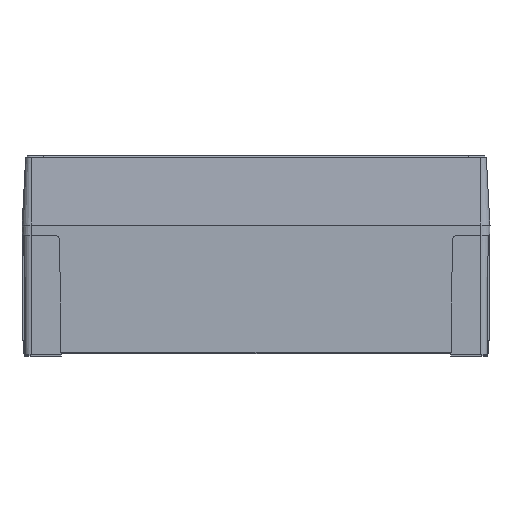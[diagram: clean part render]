
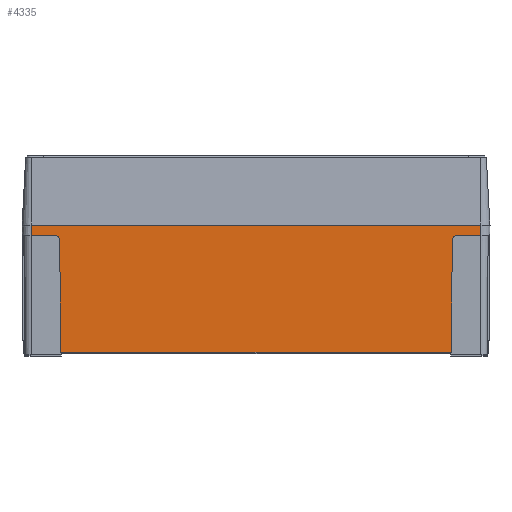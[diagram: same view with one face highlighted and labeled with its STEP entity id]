
A CAD part, top view. The second image highlights one B-rep face of the part: STEP entity #4335.
In plain terms, the highlighted planar face has unit normal (0, -0.009, 1).
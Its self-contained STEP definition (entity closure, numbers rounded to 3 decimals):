
#15 = VECTOR ( 'NONE', #13262, 1000. ) ;
#18 = DIRECTION ( 'NONE',  ( -0.009, 1., 0.009 ) ) ;
#269 = EDGE_CURVE ( 'NONE', #11231, #7588, #1898, .T. ) ;
#309 = VERTEX_POINT ( 'NONE', #9718 ) ;
#333 = DIRECTION ( 'NONE',  ( 1., 0., 0. ) ) ;
#480 = DIRECTION ( 'NONE',  ( -0.009, -1., -0.009 ) ) ;
#562 = DIRECTION ( 'NONE',  ( 1., 0., 0. ) ) ;
#906 = DIRECTION ( 'NONE',  ( 0., -0.009, 1. ) ) ;
#1300 = CARTESIAN_POINT ( 'NONE',  ( -86.55, -4., 127.515 ) ) ;
#1481 = CARTESIAN_POINT ( 'NONE',  ( 75.533, -5.983, 127.498 ) ) ;
#1691 = CARTESIAN_POINT ( 'NONE',  ( 76.369, -4., 127.515 ) ) ;
#1865 = CARTESIAN_POINT ( 'NONE',  ( -77.533, -4., 127.515 ) ) ;
#1898 = LINE ( 'NONE', #7522, #7830 ) ;
#1978 = CARTESIAN_POINT ( 'NONE',  ( -75.543, -4.819, 127.508 ) ) ;
#1979 = VERTEX_POINT ( 'NONE', #14150 ) ;
#2171 = CARTESIAN_POINT ( 'NONE',  ( -86.55, 0., 127.55 ) ) ;
#2219 = VECTOR ( 'NONE', #7785, 1000. ) ;
#2446 = ORIENTED_EDGE ( 'NONE', *, *, #9327, .T. ) ;
#2575 = CARTESIAN_POINT ( 'NONE',  ( 86.55, 0., 127.55 ) ) ;
#2588 = ORIENTED_EDGE ( 'NONE', *, *, #6603, .T. ) ;
#2797 = CARTESIAN_POINT ( 'NONE',  ( 75.573, -1.415, 127.538 ) ) ;
#2840 = CARTESIAN_POINT ( 'NONE',  ( 75.533, -5.983, 127.498 ) ) ;
#2848 = VERTEX_POINT ( 'NONE', #8951 ) ;
#3176 = VERTEX_POINT ( 'NONE', #9799 ) ;
#3425 = VECTOR ( 'NONE', #12855, 1000. ) ;
#3653 = VERTEX_POINT ( 'NONE', #12260 ) ;
#3867 = CARTESIAN_POINT ( 'NONE',  ( 77.533, -4., 127.515 ) ) ;
#4098 = VERTEX_POINT ( 'NONE', #5784 ) ;
#4264 = FACE_OUTER_BOUND ( 'NONE', #12192, .T. ) ;
#4335 = ADVANCED_FACE ( 'NONE', ( #4264 ), #9078, .T. ) ;
#4689 = ORIENTED_EDGE ( 'NONE', *, *, #11479, .T. ) ;
#4811 = LINE ( 'NONE', #10297, #7498 ) ;
#5077 = CARTESIAN_POINT ( 'NONE',  ( 86.55, 0., 127.55 ) ) ;
#5219 = CARTESIAN_POINT ( 'NONE',  ( -86.55, -49., 127.122 ) ) ;
#5220 = ORIENTED_EDGE ( 'NONE', *, *, #9921, .F. ) ;
#5445 = LINE ( 'NONE', #8910, #2219 ) ;
#5784 = CARTESIAN_POINT ( 'NONE',  ( -75.533, -5.983, 127.498 ) ) ;
#5933 = ORIENTED_EDGE ( 'NONE', *, *, #6336, .T. ) ;
#6053 = VERTEX_POINT ( 'NONE', #2840 ) ;
#6124 = ORIENTED_EDGE ( 'NONE', *, *, #8765, .F. ) ;
#6252 = CARTESIAN_POINT ( 'NONE',  ( 75.543, -4.819, 127.508 ) ) ;
#6336 = EDGE_CURVE ( 'NONE', #3176, #3653, #8610, .T. ) ;
#6545 = CARTESIAN_POINT ( 'NONE',  ( -75.533, -5.983, 127.498 ) ) ;
#6603 = EDGE_CURVE ( 'NONE', #1979, #12315, #12871, .T. ) ;
#6647 = ORIENTED_EDGE ( 'NONE', *, *, #10757, .F. ) ;
#6823 =( BOUNDED_CURVE ( )  B_SPLINE_CURVE ( 3, ( #13398, #12270, #1978, #6545 ),
 .UNSPECIFIED., .F., .T. ) 
 B_SPLINE_CURVE_WITH_KNOTS ( ( 4, 4 ),
 ( 3.142, 4.704 ),
 .UNSPECIFIED. ) 
 CURVE ( )  GEOMETRIC_REPRESENTATION_ITEM ( )  RATIONAL_B_SPLINE_CURVE ( ( 1., 0.807, 0.807, 1. ) ) 
 REPRESENTATION_ITEM ( '' )  );
#7326 =( BOUNDED_CURVE ( )  B_SPLINE_CURVE ( 3, ( #1481, #6252, #1691, #3867 ),
 .UNSPECIFIED., .F., .T. ) 
 B_SPLINE_CURVE_WITH_KNOTS ( ( 4, 4 ),
 ( 1.58, 3.142 ),
 .UNSPECIFIED. ) 
 CURVE ( )  GEOMETRIC_REPRESENTATION_ITEM ( )  RATIONAL_B_SPLINE_CURVE ( ( 1., 0.807, 0.807, 1. ) ) 
 REPRESENTATION_ITEM ( '' )  );
#7498 = VECTOR ( 'NONE', #18, 1000. ) ;
#7522 = CARTESIAN_POINT ( 'NONE',  ( -86.55, 0., 127.55 ) ) ;
#7588 = VERTEX_POINT ( 'NONE', #5077 ) ;
#7707 = VECTOR ( 'NONE', #8326, 1000. ) ;
#7785 = DIRECTION ( 'NONE',  ( 0., 1., 0.009 ) ) ;
#7830 = VECTOR ( 'NONE', #562, 1000. ) ;
#7932 = EDGE_CURVE ( 'NONE', #309, #2848, #9291, .T. ) ;
#8043 = LINE ( 'NONE', #2575, #3425 ) ;
#8326 = DIRECTION ( 'NONE',  ( -1., 0., 0. ) ) ;
#8610 = LINE ( 'NONE', #5219, #15 ) ;
#8636 = EDGE_CURVE ( 'NONE', #309, #7588, #8043, .T. ) ;
#8765 = EDGE_CURVE ( 'NONE', #3176, #4098, #4811, .T. ) ;
#8910 = CARTESIAN_POINT ( 'NONE',  ( -86.55, 0., 127.55 ) ) ;
#8951 = CARTESIAN_POINT ( 'NONE',  ( 77.533, -4., 127.515 ) ) ;
#9078 = PLANE ( 'NONE',  #14370 ) ;
#9291 = LINE ( 'NONE', #11920, #7707 ) ;
#9327 = EDGE_CURVE ( 'NONE', #12315, #4098, #6823, .T. ) ;
#9718 = CARTESIAN_POINT ( 'NONE',  ( 86.55, -4., 127.515 ) ) ;
#9799 = CARTESIAN_POINT ( 'NONE',  ( -75.157, -49., 127.122 ) ) ;
#9921 = EDGE_CURVE ( 'NONE', #6053, #3653, #11750, .T. ) ;
#10297 = CARTESIAN_POINT ( 'NONE',  ( -75.586, 0.096, 127.551 ) ) ;
#10429 = VECTOR ( 'NONE', #480, 1000. ) ;
#10757 = EDGE_CURVE ( 'NONE', #1979, #11231, #5445, .T. ) ;
#10815 = VECTOR ( 'NONE', #333, 1000. ) ;
#11231 = VERTEX_POINT ( 'NONE', #13090 ) ;
#11258 = DIRECTION ( 'NONE',  ( 0., -1., -0.009 ) ) ;
#11479 = EDGE_CURVE ( 'NONE', #6053, #2848, #7326, .T. ) ;
#11580 = ORIENTED_EDGE ( 'NONE', *, *, #7932, .F. ) ;
#11750 = LINE ( 'NONE', #2797, #10429 ) ;
#11776 = ORIENTED_EDGE ( 'NONE', *, *, #269, .F. ) ;
#11920 = CARTESIAN_POINT ( 'NONE',  ( -86.55, -4., 127.515 ) ) ;
#12192 = EDGE_LOOP ( 'NONE', ( #5220, #4689, #11580, #13026, #11776, #6647, #2588, #2446, #6124, #5933 ) ) ;
#12260 = CARTESIAN_POINT ( 'NONE',  ( 75.157, -49., 127.122 ) ) ;
#12270 = CARTESIAN_POINT ( 'NONE',  ( -76.369, -4., 127.515 ) ) ;
#12315 = VERTEX_POINT ( 'NONE', #1865 ) ;
#12855 = DIRECTION ( 'NONE',  ( 0., 1., 0.009 ) ) ;
#12871 = LINE ( 'NONE', #1300, #10815 ) ;
#13026 = ORIENTED_EDGE ( 'NONE', *, *, #8636, .T. ) ;
#13090 = CARTESIAN_POINT ( 'NONE',  ( -86.55, 0., 127.55 ) ) ;
#13262 = DIRECTION ( 'NONE',  ( 1., 0., 0. ) ) ;
#13398 = CARTESIAN_POINT ( 'NONE',  ( -77.533, -4., 127.515 ) ) ;
#14150 = CARTESIAN_POINT ( 'NONE',  ( -86.55, -4., 127.515 ) ) ;
#14370 = AXIS2_PLACEMENT_3D ( 'NONE', #2171, #906, #11258 ) ;
